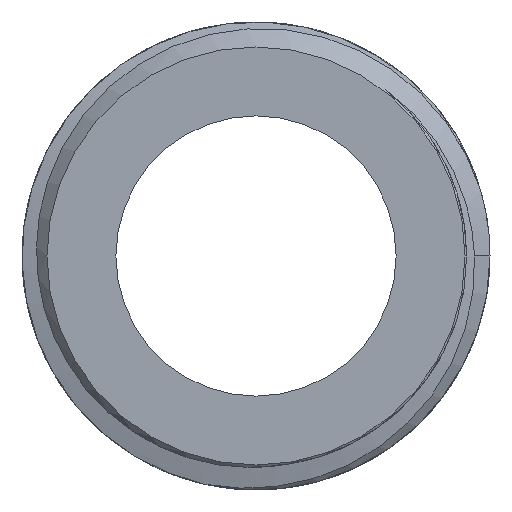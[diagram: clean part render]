
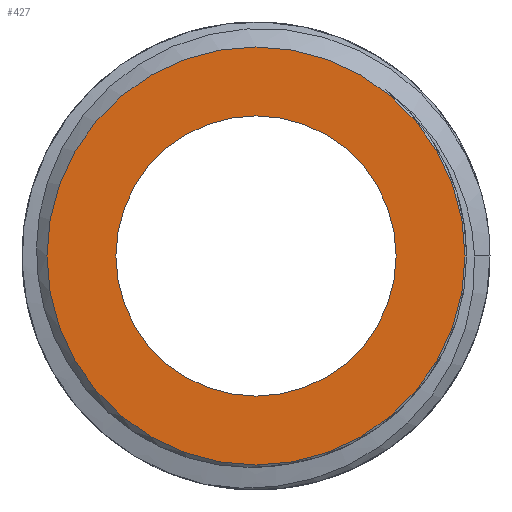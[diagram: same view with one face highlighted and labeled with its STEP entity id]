
A CAD part, left-side view. The second image highlights one B-rep face of the part: STEP entity #427.
In plain terms, the highlighted planar face has unit normal (-1, 0, 0).
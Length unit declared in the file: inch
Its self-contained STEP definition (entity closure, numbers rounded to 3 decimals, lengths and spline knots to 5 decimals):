
#18=FACE_BOUND('',#82,.T.);
#21=PLANE('',#489);
#57=FACE_OUTER_BOUND('',#81,.T.);
#81=EDGE_LOOP('',(#382,#383));
#82=EDGE_LOOP('',(#384,#385));
#115=CIRCLE('',#454,0.649);
#116=CIRCLE('',#455,0.649);
#128=CIRCLE('',#479,0.435);
#129=CIRCLE('',#480,0.435);
#170=VERTEX_POINT('',#780);
#171=VERTEX_POINT('',#782);
#199=VERTEX_POINT('',#1200);
#200=VERTEX_POINT('',#1202);
#215=EDGE_CURVE('',#170,#171,#115,.T.);
#216=EDGE_CURVE('',#171,#170,#116,.T.);
#256=EDGE_CURVE('',#200,#199,#128,.T.);
#257=EDGE_CURVE('',#199,#200,#129,.T.);
#382=ORIENTED_EDGE('',*,*,#216,.F.);
#383=ORIENTED_EDGE('',*,*,#215,.F.);
#384=ORIENTED_EDGE('',*,*,#256,.T.);
#385=ORIENTED_EDGE('',*,*,#257,.T.);
#427=ADVANCED_FACE('',(#57,#18),#21,.T.);
#454=AXIS2_PLACEMENT_3D('',#783,#508,#509);
#455=AXIS2_PLACEMENT_3D('',#784,#510,#511);
#479=AXIS2_PLACEMENT_3D('',#1203,#568,#569);
#480=AXIS2_PLACEMENT_3D('',#1204,#570,#571);
#489=AXIS2_PLACEMENT_3D('',#2035,#588,#589);
#508=DIRECTION('center_axis',(1.,0.,0.));
#509=DIRECTION('ref_axis',(0.,1.,0.));
#510=DIRECTION('center_axis',(1.,0.,0.));
#511=DIRECTION('ref_axis',(0.,1.,0.));
#568=DIRECTION('center_axis',(1.,0.,0.));
#569=DIRECTION('ref_axis',(0.,1.,0.));
#570=DIRECTION('center_axis',(1.,0.,0.));
#571=DIRECTION('ref_axis',(0.,1.,0.));
#588=DIRECTION('center_axis',(-1.,0.,0.));
#589=DIRECTION('ref_axis',(0.,0.,1.));
#780=CARTESIAN_POINT('',(0.,-0.649,0.));
#782=CARTESIAN_POINT('',(0.,0.649,0.));
#783=CARTESIAN_POINT('Origin',(0.,0.,
0.));
#784=CARTESIAN_POINT('Origin',(0.,0.,
0.));
#1200=CARTESIAN_POINT('',(0.,-0.435,0.));
#1202=CARTESIAN_POINT('',(0.,0.435,0.));
#1203=CARTESIAN_POINT('Origin',(0.,0.,
0.));
#1204=CARTESIAN_POINT('Origin',(0.,0.,
0.));
#2035=CARTESIAN_POINT('Origin',(0.,0.542,0.));
